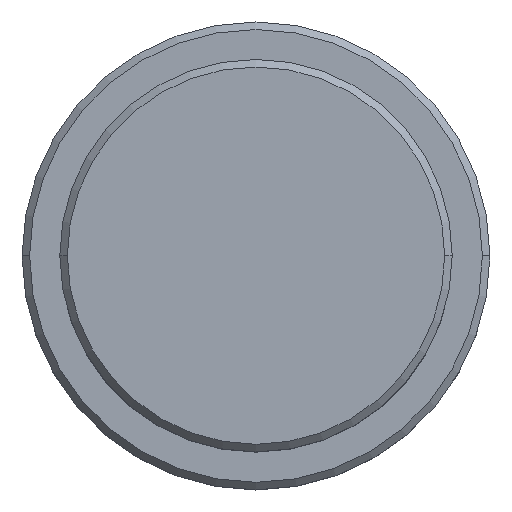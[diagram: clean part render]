
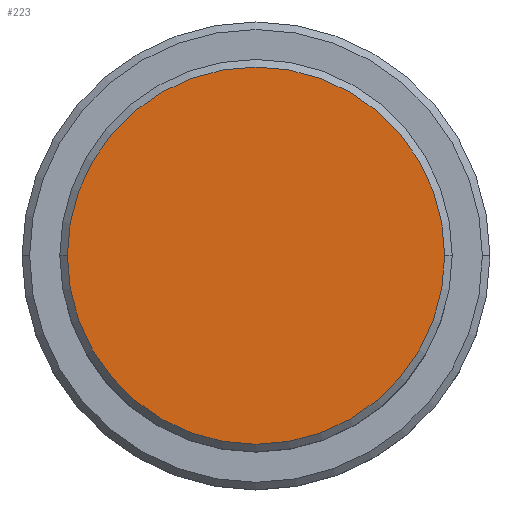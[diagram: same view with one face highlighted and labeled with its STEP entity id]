
A CAD part, top view. The second image highlights one B-rep face of the part: STEP entity #223.
In plain terms, the highlighted planar face has unit normal (0, 0, 1).
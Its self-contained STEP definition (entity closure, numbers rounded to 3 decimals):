
#77 = CARTESIAN_POINT ( 'NONE',  ( 0., 0., 0. ) ) ;
#136 = AXIS2_PLACEMENT_3D ( 'NONE', #470, #1344, #276 ) ;
#139 = VERTEX_POINT ( 'NONE', #835 ) ;
#223 = ADVANCED_FACE ( 'NONE', ( #1060 ), #954, .T. ) ;
#276 = DIRECTION ( 'NONE',  ( 1., 0., 0. ) ) ;
#280 = DIRECTION ( 'NONE',  ( 0., 0., 1. ) ) ;
#300 = EDGE_CURVE ( 'NONE', #139, #1213, #561, .T. ) ;
#371 = ORIENTED_EDGE ( 'NONE', *, *, #300, .T. ) ;
#405 = CARTESIAN_POINT ( 'NONE',  ( 0., 0., 0. ) ) ;
#470 = CARTESIAN_POINT ( 'NONE',  ( 0., 0., 0. ) ) ;
#561 = CIRCLE ( 'NONE', #745, 12.5 ) ;
#630 = DIRECTION ( 'NONE',  ( 0., 0., 1. ) ) ;
#640 = AXIS2_PLACEMENT_3D ( 'NONE', #405, #630, #844 ) ;
#745 = AXIS2_PLACEMENT_3D ( 'NONE', #77, #280, #834 ) ;
#834 = DIRECTION ( 'NONE',  ( 1., 0., 0. ) ) ;
#835 = CARTESIAN_POINT ( 'NONE',  ( -12.5, 0., 0. ) ) ;
#844 = DIRECTION ( 'NONE',  ( 1., 0., 0. ) ) ;
#926 = ORIENTED_EDGE ( 'NONE', *, *, #1061, .T. ) ;
#954 = PLANE ( 'NONE',  #640 ) ;
#1053 = CIRCLE ( 'NONE', #136, 12.5 ) ;
#1060 = FACE_OUTER_BOUND ( 'NONE', #1374, .T. ) ;
#1061 = EDGE_CURVE ( 'NONE', #1213, #139, #1053, .T. ) ;
#1213 = VERTEX_POINT ( 'NONE', #1299 ) ;
#1299 = CARTESIAN_POINT ( 'NONE',  ( 12.5, 0., 0. ) ) ;
#1344 = DIRECTION ( 'NONE',  ( 0., 0., 1. ) ) ;
#1374 = EDGE_LOOP ( 'NONE', ( #371, #926 ) ) ;
